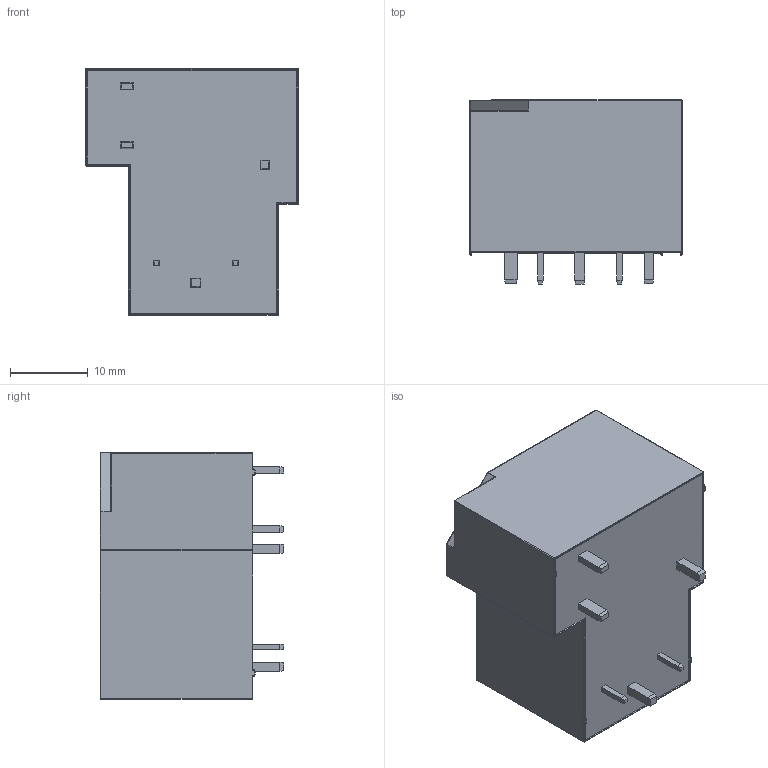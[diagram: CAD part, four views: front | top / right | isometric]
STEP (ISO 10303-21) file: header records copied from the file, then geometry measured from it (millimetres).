
FILE_DESCRIPTION (( 'STEP AP203' ), '1' );
FILE_NAME ('CUI_DEVICES_PR23-12V-900-1C.step', '2023-08-28T19:54:51', ( '' ), ( '' ), 'SwSTEP 2.0', 'SolidWorks 2023', '' );
FILE_SCHEMA (( 'CONFIG_CONTROL_DESIGN' ));
Length unit declared in the file: millimetre
Products named in the file (1): CUI_DEVICES_PR23-12V-900-1C
Bounding box: 27.4 x 23.7 x 31.8 mm (x, y, z)
Volume: 14285.5 mm3; surface area: 3896.3 mm2
Topology: 7 solids, 7 shells, 212 faces, 468 edges, 258 vertices
Faces by surface type: plane 86, cylinder 72, torus 38, sphere 14, bspline 2
Entity records: 5713 total; most frequent: DIRECTION 1048, CARTESIAN_POINT 1005, ORIENTED_EDGE 908, EDGE_CURVE 454, AXIS2_PLACEMENT_3D 395, LINE 258, VECTOR 258, VERTEX_POINT 258
